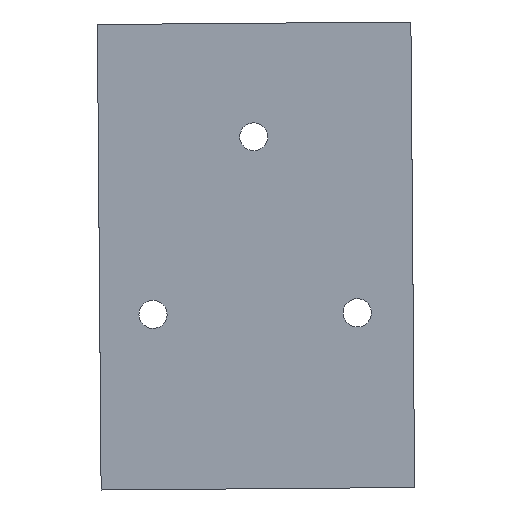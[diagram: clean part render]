
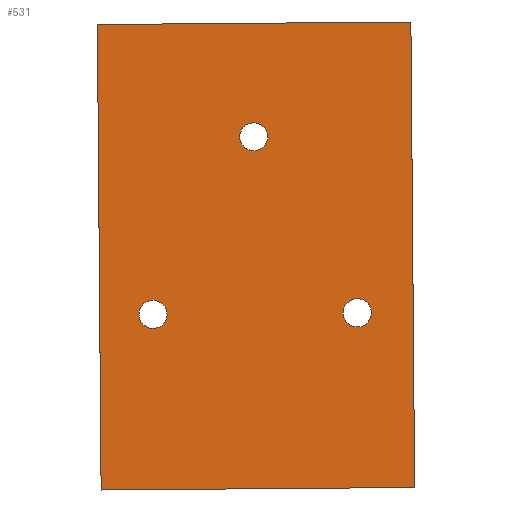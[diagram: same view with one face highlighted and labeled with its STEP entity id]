
A CAD part, left-side view. The second image highlights one B-rep face of the part: STEP entity #531.
In plain terms, the highlighted face is planar.
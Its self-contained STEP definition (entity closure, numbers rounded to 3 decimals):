
#36=FACE_BOUND('',#203,.T.);
#37=FACE_BOUND('',#204,.T.);
#38=FACE_BOUND('',#205,.T.);
#65=LINE('',#924,#94);
#67=LINE('',#928,#96);
#69=LINE('',#932,#98);
#70=LINE('',#933,#99);
#94=VECTOR('',#773,10.);
#96=VECTOR('',#777,10.);
#98=VECTOR('',#781,10.);
#99=VECTOR('',#782,10.);
#152=FACE_OUTER_BOUND('',#202,.T.);
#202=EDGE_LOOP('',(#458,#459,#460,#461));
#203=EDGE_LOOP('',(#462));
#204=EDGE_LOOP('',(#463));
#205=EDGE_LOOP('',(#464));
#238=CIRCLE('',#587,1.6);
#240=CIRCLE('',#590,1.621);
#242=CIRCLE('',#593,1.609);
#272=VERTEX_POINT('',#881);
#274=VERTEX_POINT('',#887);
#276=VERTEX_POINT('',#893);
#284=VERTEX_POINT('',#921);
#285=VERTEX_POINT('',#923);
#286=VERTEX_POINT('',#927);
#287=VERTEX_POINT('',#931);
#326=EDGE_CURVE('',#272,#272,#238,.F.);
#329=EDGE_CURVE('',#274,#274,#240,.T.);
#332=EDGE_CURVE('',#276,#276,#242,.T.);
#344=EDGE_CURVE('',#285,#284,#65,.T.);
#346=EDGE_CURVE('',#285,#286,#67,.T.);
#348=EDGE_CURVE('',#284,#287,#69,.T.);
#349=EDGE_CURVE('',#287,#286,#70,.T.);
#458=ORIENTED_EDGE('',*,*,#344,.T.);
#459=ORIENTED_EDGE('',*,*,#348,.T.);
#460=ORIENTED_EDGE('',*,*,#349,.T.);
#461=ORIENTED_EDGE('',*,*,#346,.F.);
#462=ORIENTED_EDGE('',*,*,#326,.T.);
#463=ORIENTED_EDGE('',*,*,#329,.T.);
#464=ORIENTED_EDGE('',*,*,#332,.T.);
#494=PLANE('',#606);
#531=ADVANCED_FACE('',(#152,#36,#37,#38),#494,.F.);
#587=AXIS2_PLACEMENT_3D('',#883,#727,#728);
#590=AXIS2_PLACEMENT_3D('',#889,#734,#735);
#593=AXIS2_PLACEMENT_3D('',#895,#741,#742);
#606=AXIS2_PLACEMENT_3D('',#930,#779,#780);
#727=DIRECTION('center_axis',(1.,0.,0.));
#728=DIRECTION('ref_axis',(0.,-1.,0.));
#734=DIRECTION('center_axis',(-1.,0.,0.));
#735=DIRECTION('ref_axis',(0.,-1.,0.));
#741=DIRECTION('center_axis',(-1.,0.,0.));
#742=DIRECTION('ref_axis',(0.,-1.,0.));
#773=DIRECTION('',(0.,0.,1.));
#777=DIRECTION('',(0.,-1.,0.));
#779=DIRECTION('center_axis',(-1.,0.,0.));
#780=DIRECTION('ref_axis',(0.,-1.,0.));
#781=DIRECTION('',(0.,-1.,0.));
#782=DIRECTION('',(0.,0.,-1.));
#881=CARTESIAN_POINT('',(394.315,-18.4,163.5));
#883=CARTESIAN_POINT('Origin',(394.315,-20.,163.5));
#887=CARTESIAN_POINT('',(394.315,-6.687,143.25));
#889=CARTESIAN_POINT('Origin',(394.315,-8.309,143.25));
#893=CARTESIAN_POINT('',(394.315,-30.083,143.25));
#895=CARTESIAN_POINT('Origin',(394.315,-31.691,143.25));
#921=CARTESIAN_POINT('',(394.315,-1.9,176.5));
#923=CARTESIAN_POINT('',(394.315,-1.9,123.2));
#924=CARTESIAN_POINT('',(394.315,-1.9,149.925));
#927=CARTESIAN_POINT('',(394.315,-37.8,123.2));
#928=CARTESIAN_POINT('',(394.315,-7.95,123.2));
#930=CARTESIAN_POINT('Origin',(394.315,-20.,150.));
#931=CARTESIAN_POINT('',(394.315,-37.8,176.5));
#932=CARTESIAN_POINT('',(394.315,-10.95,176.5));
#933=CARTESIAN_POINT('',(394.315,-37.8,149.925));
